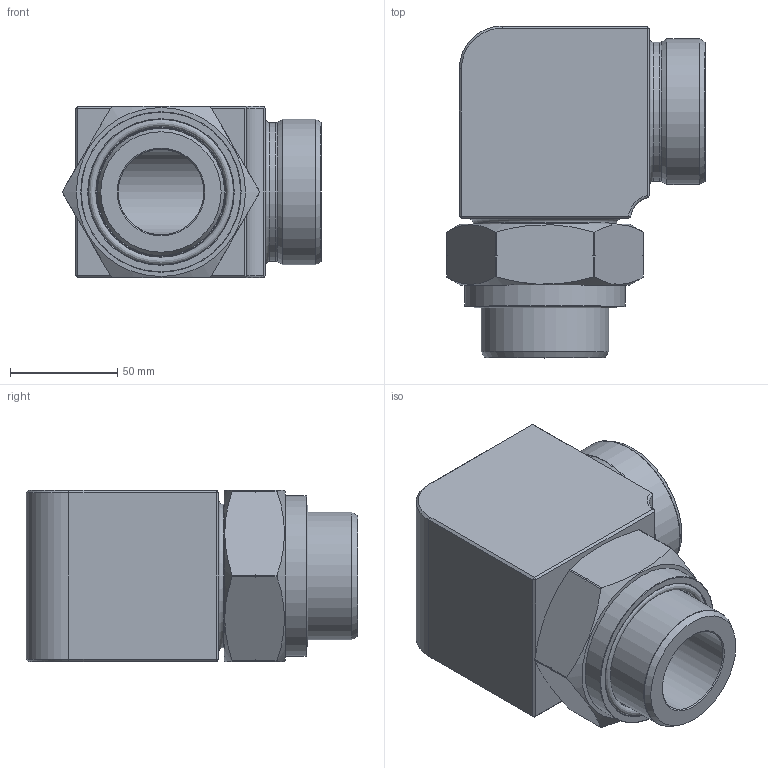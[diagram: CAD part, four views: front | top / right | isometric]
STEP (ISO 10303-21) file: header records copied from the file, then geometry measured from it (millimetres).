
FILE_DESCRIPTION(/* description */ (''),/* implementation_level */ '2;1');
FILE_NAME(/* name */ 'SV50.stp',/* time_stamp */ '2025-01-10T08:57:00+01:00',/* author */ (''),/* organization */ (''),/* preprocessor_version */ 'ST-DEVELOPER v16',/* originating_system */ 'SIEMENS PLM Software NX 10.0',/* authorisation */ '');
FILE_SCHEMA (('AP203_CONFIGURATION_CONTROLLED_3D_DESIGN_OF_MECHANICAL_PARTS_AND_ASSEMBLIES_MIM_LF { 1 0 10303 403 2 1 2}'));
Length unit declared in the file: millimetre
Products named in the file (1): lwes24B827ADuvca
Bounding box: 121 x 155 x 80 mm (x, y, z)
Volume: 738942.9 mm3; surface area: 110898.6 mm2
Topology: 4 solids, 4 shells, 120 faces, 277 edges, 170 vertices
Faces by surface type: plane 40, cylinder 28, cone 27, torus 23, revolution 2
Full cylindrical faces by diameter (mm): 40 x2, 50.26 x1, 55.9 x1, 56.656 x1, 59.61 x1, 60.955 x1, 64.9 x1, 67.003 x2, 67.244 x1, 68 x1, 68.05 x1, 74.95 x1
Entity records: 3256 total; most frequent: CARTESIAN_POINT 728, DIRECTION 514, ORIENTED_EDGE 428, AXIS2_PLACEMENT_3D 221, EDGE_CURVE 214, EDGE_LOOP 179, VERTEX_POINT 159, FACE_BOUND 124
